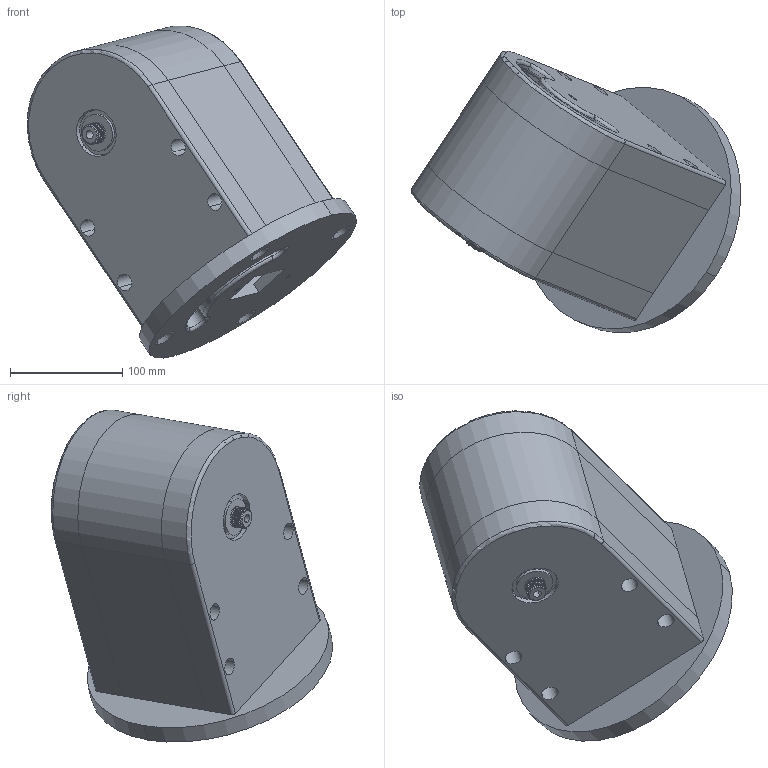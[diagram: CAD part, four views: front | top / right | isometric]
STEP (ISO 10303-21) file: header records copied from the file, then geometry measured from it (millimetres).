
FILE_DESCRIPTION (( 'STEP AP203' ), '1' );
FILE_NAME ('Link_3_Default_sldprt.STEP', '2018-12-20T02:33:43', ( '' ), ( '' ), 'SwSTEP 2.0', 'SolidWorks 2017', '' );
FILE_SCHEMA (( 'CONFIG_CONTROL_DESIGN' ));
Length unit declared in the file: millimetre
Products named in the file (1): Link_3_Default_sldprt
Bounding box: 293.35 x 250.3 x 295.38 mm (x, y, z)
Volume: 2796580.6 mm3; surface area: 501448.8 mm2
Topology: 22 solids, 22 shells, 939 faces, 2226 edges, 1369 vertices
Faces by surface type: plane 467, cylinder 307, cone 105, torus 43, bspline 17
Entity records: 30836 total; most frequent: CARTESIAN_POINT 9294, ORIENTED_EDGE 4452, DIRECTION 4410, EDGE_CURVE 2226, AXIS2_PLACEMENT_3D 1596, VERTEX_POINT 1369, LINE 1218, VECTOR 1218
